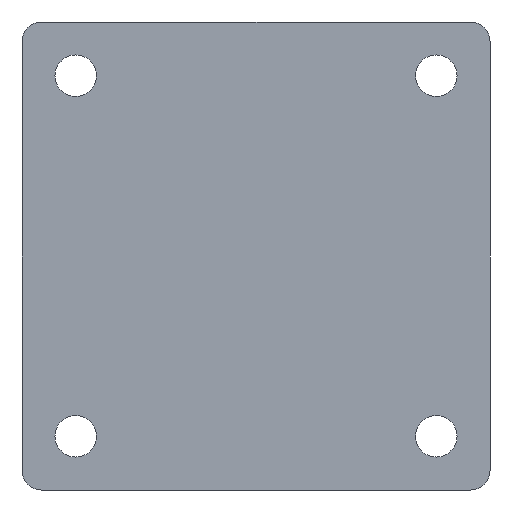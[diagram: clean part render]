
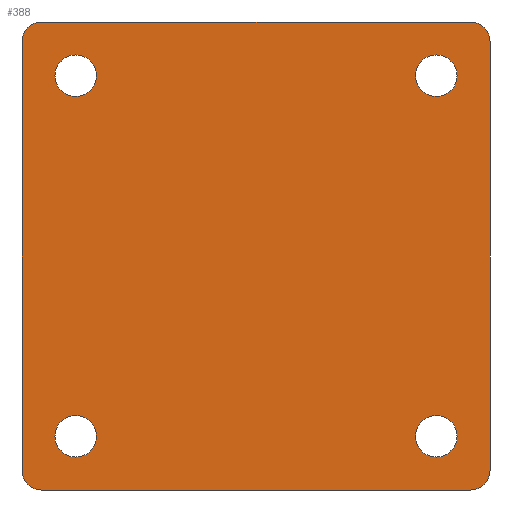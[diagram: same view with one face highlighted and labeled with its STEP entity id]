
A CAD part, front view. The second image highlights one B-rep face of the part: STEP entity #388.
In plain terms, the highlighted planar face has unit normal (0, -1, 0).
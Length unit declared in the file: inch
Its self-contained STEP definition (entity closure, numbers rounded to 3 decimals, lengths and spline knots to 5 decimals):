
#35=FACE_BOUND('',#86,.T.);
#36=FACE_BOUND('',#87,.T.);
#37=FACE_BOUND('',#88,.T.);
#38=FACE_BOUND('',#89,.T.);
#58=FACE_OUTER_BOUND('',#85,.T.);
#85=EDGE_LOOP('',(#347,#348,#349,#350,#351,#352,#353,#354));
#86=EDGE_LOOP('',(#355));
#87=EDGE_LOOP('',(#356));
#88=EDGE_LOOP('',(#357));
#89=EDGE_LOOP('',(#358));
#102=CIRCLE('',#430,0.133);
#103=CIRCLE('',#432,0.133);
#104=CIRCLE('',#434,0.133);
#105=CIRCLE('',#436,0.133);
#106=CIRCLE('',#438,0.12701);
#107=CIRCLE('',#440,0.12701);
#108=CIRCLE('',#443,0.12701);
#109=CIRCLE('',#446,0.12701);
#115=LINE('',#581,#146);
#134=LINE('',#651,#165);
#138=LINE('',#660,#169);
#140=LINE('',#666,#171);
#146=VECTOR('',#464,0.3937);
#165=VECTOR('',#541,0.3937);
#169=VECTOR('',#551,0.3937);
#171=VECTOR('',#559,0.3937);
#179=VERTEX_POINT('',#578);
#180=VERTEX_POINT('',#580);
#196=VERTEX_POINT('',#626);
#197=VERTEX_POINT('',#630);
#198=VERTEX_POINT('',#634);
#199=VERTEX_POINT('',#638);
#200=VERTEX_POINT('',#642);
#201=VERTEX_POINT('',#646);
#202=VERTEX_POINT('',#650);
#203=VERTEX_POINT('',#654);
#204=VERTEX_POINT('',#658);
#205=VERTEX_POINT('',#662);
#213=EDGE_CURVE('',#179,#180,#115,.T.);
#237=EDGE_CURVE('',#196,#196,#102,.T.);
#239=EDGE_CURVE('',#197,#197,#103,.T.);
#241=EDGE_CURVE('',#198,#198,#104,.T.);
#243=EDGE_CURVE('',#199,#199,#105,.T.);
#244=EDGE_CURVE('',#180,#200,#106,.T.);
#246=EDGE_CURVE('',#201,#179,#107,.T.);
#248=EDGE_CURVE('',#202,#201,#134,.T.);
#250=EDGE_CURVE('',#203,#202,#108,.T.);
#253=EDGE_CURVE('',#204,#203,#138,.T.);
#254=EDGE_CURVE('',#205,#204,#109,.T.);
#256=EDGE_CURVE('',#200,#205,#140,.T.);
#347=ORIENTED_EDGE('',*,*,#256,.F.);
#348=ORIENTED_EDGE('',*,*,#244,.F.);
#349=ORIENTED_EDGE('',*,*,#213,.F.);
#350=ORIENTED_EDGE('',*,*,#246,.F.);
#351=ORIENTED_EDGE('',*,*,#248,.F.);
#352=ORIENTED_EDGE('',*,*,#250,.F.);
#353=ORIENTED_EDGE('',*,*,#253,.F.);
#354=ORIENTED_EDGE('',*,*,#254,.F.);
#355=ORIENTED_EDGE('',*,*,#243,.F.);
#356=ORIENTED_EDGE('',*,*,#241,.F.);
#357=ORIENTED_EDGE('',*,*,#239,.F.);
#358=ORIENTED_EDGE('',*,*,#237,.F.);
#368=PLANE('',#448);
#388=ADVANCED_FACE('',(#58,#35,#36,#37,#38),#368,.F.);
#430=AXIS2_PLACEMENT_3D('',#628,#512,#513);
#432=AXIS2_PLACEMENT_3D('',#632,#517,#518);
#434=AXIS2_PLACEMENT_3D('',#636,#522,#523);
#436=AXIS2_PLACEMENT_3D('',#640,#527,#528);
#438=AXIS2_PLACEMENT_3D('',#643,#531,#532);
#440=AXIS2_PLACEMENT_3D('',#647,#536,#537);
#443=AXIS2_PLACEMENT_3D('',#655,#545,#546);
#446=AXIS2_PLACEMENT_3D('',#663,#554,#555);
#448=AXIS2_PLACEMENT_3D('',#667,#560,#561);
#464=DIRECTION('',(1.,0.,0.));
#512=DIRECTION('center_axis',(0.,-1.,0.));
#513=DIRECTION('ref_axis',(1.,0.,0.));
#517=DIRECTION('center_axis',(0.,-1.,0.));
#518=DIRECTION('ref_axis',(1.,0.,0.));
#522=DIRECTION('center_axis',(0.,-1.,0.));
#523=DIRECTION('ref_axis',(1.,0.,0.));
#527=DIRECTION('center_axis',(0.,-1.,0.));
#528=DIRECTION('ref_axis',(1.,0.,0.));
#531=DIRECTION('center_axis',(0.,1.,0.));
#532=DIRECTION('ref_axis',(0.,0.,1.));
#536=DIRECTION('center_axis',(0.,1.,0.));
#537=DIRECTION('ref_axis',(-1.,0.,0.));
#541=DIRECTION('',(0.,0.,1.));
#545=DIRECTION('center_axis',(0.,1.,0.));
#546=DIRECTION('ref_axis',(0.,0.,-1.));
#551=DIRECTION('',(-1.,0.,0.));
#554=DIRECTION('center_axis',(0.,1.,0.));
#555=DIRECTION('ref_axis',(1.,0.,0.));
#559=DIRECTION('',(0.,0.,-1.));
#560=DIRECTION('center_axis',(0.,1.,0.));
#561=DIRECTION('ref_axis',(0.,0.,1.));
#578=CARTESIAN_POINT('',(-1.73814,0.,1.47757));
#580=CARTESIAN_POINT('',(1.00783,0.,1.47757));
#581=CARTESIAN_POINT('',(-1.73814,0.,1.47757));
#626=CARTESIAN_POINT('',(0.65784,0.,-1.17843));
#628=CARTESIAN_POINT('Origin',(0.79084,0.,-1.17843));
#630=CARTESIAN_POINT('',(0.65784,0.,1.13357));
#632=CARTESIAN_POINT('Origin',(0.79084,0.,1.13357));
#634=CARTESIAN_POINT('',(-1.65416,0.,-1.17843));
#636=CARTESIAN_POINT('Origin',(-1.52116,0.,-1.17843));
#638=CARTESIAN_POINT('',(-1.65416,0.,1.13357));
#640=CARTESIAN_POINT('Origin',(-1.52116,0.,1.13357));
#642=CARTESIAN_POINT('',(1.13484,0.,1.35056));
#643=CARTESIAN_POINT('Origin',(1.00783,0.,1.35056));
#646=CARTESIAN_POINT('',(-1.86516,0.,1.35056));
#647=CARTESIAN_POINT('Origin',(-1.73814,0.,1.35056));
#650=CARTESIAN_POINT('',(-1.86516,0.,-1.39541));
#651=CARTESIAN_POINT('',(-1.86516,0.,-1.39541));
#654=CARTESIAN_POINT('',(-1.73814,0.,-1.52243));
#655=CARTESIAN_POINT('Origin',(-1.73814,0.,-1.39541));
#658=CARTESIAN_POINT('',(1.00783,0.,-1.52243));
#660=CARTESIAN_POINT('',(1.00783,0.,-1.52243));
#662=CARTESIAN_POINT('',(1.13484,0.,-1.39541));
#663=CARTESIAN_POINT('Origin',(1.00783,0.,-1.39541));
#666=CARTESIAN_POINT('',(1.13484,0.,1.35056));
#667=CARTESIAN_POINT('Origin',(-0.36516,0.,-0.02243));
